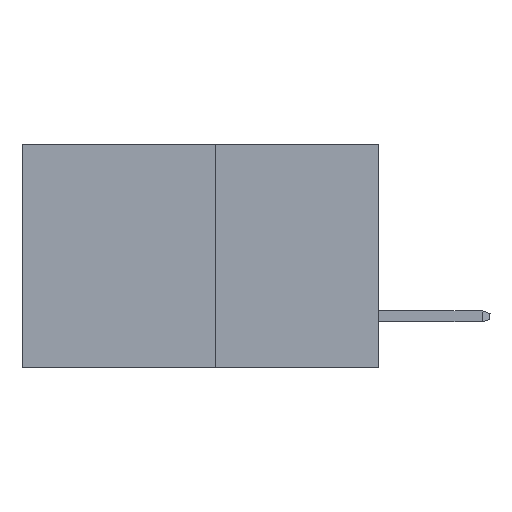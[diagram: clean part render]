
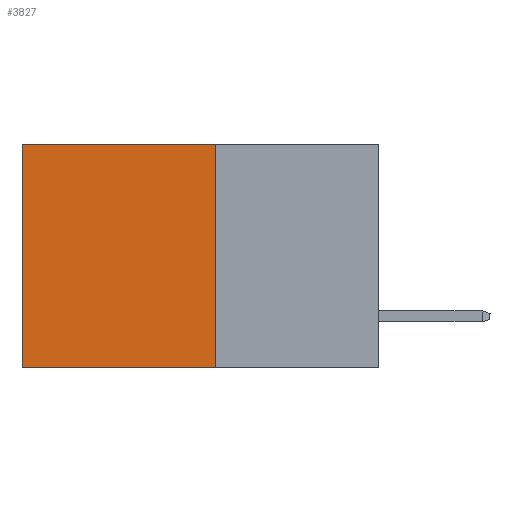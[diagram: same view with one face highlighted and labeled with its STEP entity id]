
A CAD part, left-side view. The second image highlights one B-rep face of the part: STEP entity #3827.
In plain terms, the highlighted planar face has unit normal (-1, 0, 0).
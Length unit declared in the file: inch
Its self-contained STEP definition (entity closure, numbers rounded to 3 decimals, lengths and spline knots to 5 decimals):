
#589 = DIRECTION ( 'NONE',  ( 0., 0., -1. ) ) ;
#754 = PLANE ( 'NONE',  #8187 ) ;
#944 = DIRECTION ( 'NONE',  ( 0., 1., 0. ) ) ;
#1029 = CARTESIAN_POINT ( 'NONE',  ( 0.277, 0.27, -0.37 ) ) ;
#1574 = EDGE_CURVE ( 'NONE', #1856, #9400, #4097, .T. ) ;
#1664 = LINE ( 'NONE', #4968, #10170 ) ;
#1842 = CARTESIAN_POINT ( 'NONE',  ( 0.277, 0.27, -0.37 ) ) ;
#1856 = VERTEX_POINT ( 'NONE', #7391 ) ;
#2574 = ORIENTED_EDGE ( 'NONE', *, *, #6294, .T. ) ;
#2874 = ORIENTED_EDGE ( 'NONE', *, *, #8552, .T. ) ;
#3028 = LINE ( 'NONE', #5438, #5447 ) ;
#3827 = ADVANCED_FACE ( 'NONE', ( #9183 ), #754, .F. ) ;
#4097 = LINE ( 'NONE', #9479, #9943 ) ;
#4968 = CARTESIAN_POINT ( 'NONE',  ( 0.277, 0.59, -0.37 ) ) ;
#5016 = ORIENTED_EDGE ( 'NONE', *, *, #6762, .F. ) ;
#5438 = CARTESIAN_POINT ( 'NONE',  ( 0.277, 0.27, 0. ) ) ;
#5447 = VECTOR ( 'NONE', #10061, 39.37008 ) ;
#6166 = EDGE_LOOP ( 'NONE', ( #2574, #5016, #9221, #2874 ) ) ;
#6294 = EDGE_CURVE ( 'NONE', #7107, #7002, #1664, .T. ) ;
#6537 = CARTESIAN_POINT ( 'NONE',  ( 0.277, 0.59, -0.37 ) ) ;
#6654 = DIRECTION ( 'NONE',  ( 1., 0., 0. ) ) ;
#6762 = EDGE_CURVE ( 'NONE', #9400, #7002, #9717, .T. ) ;
#7002 = VERTEX_POINT ( 'NONE', #6537 ) ;
#7087 = CARTESIAN_POINT ( 'NONE',  ( 0.277, 0.27, -0.37 ) ) ;
#7107 = VERTEX_POINT ( 'NONE', #10343 ) ;
#7391 = CARTESIAN_POINT ( 'NONE',  ( 0.277, 0.27, 0. ) ) ;
#8187 = AXIS2_PLACEMENT_3D ( 'NONE', #1029, #6654, #589 ) ;
#8552 = EDGE_CURVE ( 'NONE', #1856, #7107, #3028, .T. ) ;
#8971 = DIRECTION ( 'NONE',  ( 0., 0., -1. ) ) ;
#9183 = FACE_OUTER_BOUND ( 'NONE', #6166, .T. ) ;
#9221 = ORIENTED_EDGE ( 'NONE', *, *, #1574, .F. ) ;
#9257 = VECTOR ( 'NONE', #944, 39.37008 ) ;
#9400 = VERTEX_POINT ( 'NONE', #7087 ) ;
#9479 = CARTESIAN_POINT ( 'NONE',  ( 0.277, 0.27, -0.37 ) ) ;
#9527 = DIRECTION ( 'NONE',  ( 0., 0., -1. ) ) ;
#9717 = LINE ( 'NONE', #1842, #9257 ) ;
#9943 = VECTOR ( 'NONE', #9527, 39.37008 ) ;
#10061 = DIRECTION ( 'NONE',  ( 0., 1., 0. ) ) ;
#10170 = VECTOR ( 'NONE', #8971, 39.37008 ) ;
#10343 = CARTESIAN_POINT ( 'NONE',  ( 0.277, 0.59, 0. ) ) ;
